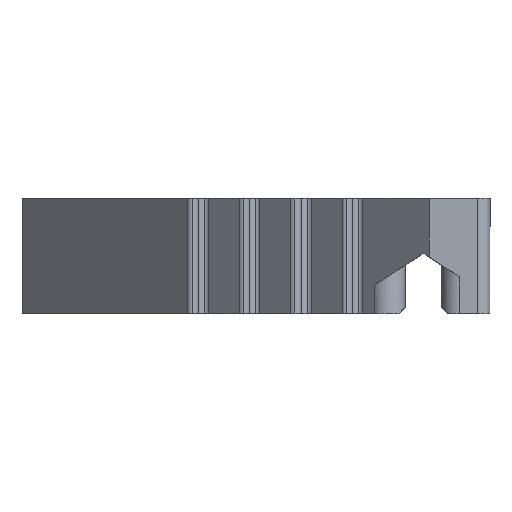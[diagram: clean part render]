
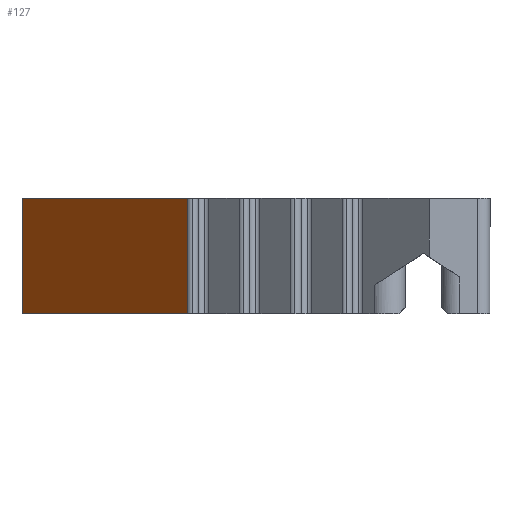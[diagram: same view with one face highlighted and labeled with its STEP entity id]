
A CAD part, left-side view. The second image highlights one B-rep face of the part: STEP entity #127.
In plain terms, the highlighted planar face has unit normal (-0.625, 0.78, 0).
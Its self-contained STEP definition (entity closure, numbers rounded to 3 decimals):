
#55 = EDGE_CURVE ( 'NONE', #2763, #1152, #2706, .T. ) ;
#66 = VECTOR ( 'NONE', #3550, 1000. ) ;
#127 = ADVANCED_FACE ( 'NONE', ( #724 ), #3204, .F. ) ;
#183 = EDGE_LOOP ( 'NONE', ( #651, #2494, #1909, #3226 ) ) ;
#316 = CARTESIAN_POINT ( 'NONE',  ( 25.535, 35.864, 9.5 ) ) ;
#565 = CARTESIAN_POINT ( 'NONE',  ( 7.377, 21.311, 9.5 ) ) ;
#651 = ORIENTED_EDGE ( 'NONE', *, *, #1478, .T. ) ;
#708 = EDGE_CURVE ( 'NONE', #2457, #2581, #2105, .T. ) ;
#724 = FACE_OUTER_BOUND ( 'NONE', #183, .T. ) ;
#789 = DIRECTION ( 'NONE',  ( 0., 0., 1. ) ) ;
#846 = EDGE_CURVE ( 'NONE', #2763, #2581, #4131, .T. ) ;
#1052 = DIRECTION ( 'NONE',  ( -0.78, -0.625, 0. ) ) ;
#1152 = VERTEX_POINT ( 'NONE', #2682 ) ;
#1219 = VECTOR ( 'NONE', #789, 1000. ) ;
#1478 = EDGE_CURVE ( 'NONE', #1152, #2457, #3190, .T. ) ;
#1549 = VECTOR ( 'NONE', #1052, 1000. ) ;
#1558 = DIRECTION ( 'NONE',  ( 0.78, 0.625, 0. ) ) ;
#1602 = VECTOR ( 'NONE', #2887, 1000. ) ;
#1909 = ORIENTED_EDGE ( 'NONE', *, *, #846, .F. ) ;
#2105 = LINE ( 'NONE', #3434, #1219 ) ;
#2177 = CARTESIAN_POINT ( 'NONE',  ( 8.488, 22.201, 9.5 ) ) ;
#2209 = CARTESIAN_POINT ( 'NONE',  ( 7.377, 21.311, 9.5 ) ) ;
#2235 = CARTESIAN_POINT ( 'NONE',  ( 25.535, 35.864, 9.5 ) ) ;
#2407 = CARTESIAN_POINT ( 'NONE',  ( 8.488, 22.201, 0. ) ) ;
#2457 = VERTEX_POINT ( 'NONE', #2407 ) ;
#2494 = ORIENTED_EDGE ( 'NONE', *, *, #708, .T. ) ;
#2581 = VERTEX_POINT ( 'NONE', #2177 ) ;
#2682 = CARTESIAN_POINT ( 'NONE',  ( 25.535, 35.864, 0. ) ) ;
#2706 = LINE ( 'NONE', #2235, #66 ) ;
#2763 = VERTEX_POINT ( 'NONE', #316 ) ;
#2887 = DIRECTION ( 'NONE',  ( -0.78, -0.625, 0. ) ) ;
#3040 = CARTESIAN_POINT ( 'NONE',  ( 7.377, 21.311, 0. ) ) ;
#3190 = LINE ( 'NONE', #3040, #1549 ) ;
#3204 = PLANE ( 'NONE',  #3524 ) ;
#3226 = ORIENTED_EDGE ( 'NONE', *, *, #55, .T. ) ;
#3434 = CARTESIAN_POINT ( 'NONE',  ( 8.488, 22.201, 9.5 ) ) ;
#3524 = AXIS2_PLACEMENT_3D ( 'NONE', #2209, #3854, #1558 ) ;
#3550 = DIRECTION ( 'NONE',  ( 0., 0., -1. ) ) ;
#3854 = DIRECTION ( 'NONE',  ( 0.625, -0.78, 0. ) ) ;
#4131 = LINE ( 'NONE', #565, #1602 ) ;
